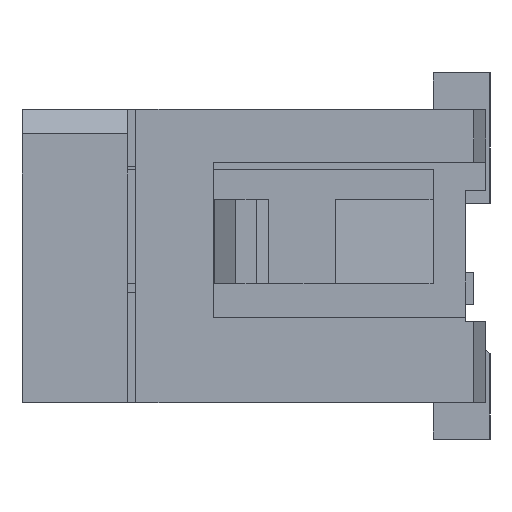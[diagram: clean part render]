
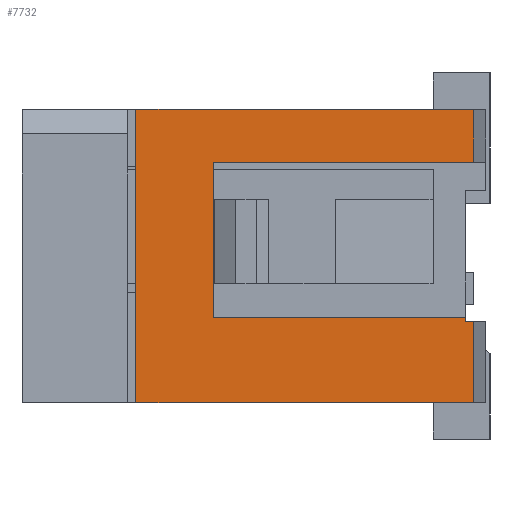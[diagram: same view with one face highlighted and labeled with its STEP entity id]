
A CAD part, left-side view. The second image highlights one B-rep face of the part: STEP entity #7732.
In plain terms, the highlighted planar face has unit normal (-1, 0, 0).
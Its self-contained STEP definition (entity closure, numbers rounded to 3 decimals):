
#1=DIRECTION('',(0.,0.,-1.));
#2=VECTOR('',#1,3.6);
#3=CARTESIAN_POINT('',(-7.925,4.3,1.8));
#4=LINE('',#3,#2);
#5=DIRECTION('',(0.,-1.,0.));
#6=VECTOR('',#5,4.15);
#7=CARTESIAN_POINT('',(-7.925,4.3,1.8));
#8=LINE('',#7,#6);
#9=DIRECTION('',(0.,0.,-1.));
#10=VECTOR('',#9,0.65);
#11=CARTESIAN_POINT('',(-7.925,0.15,1.8));
#12=LINE('',#11,#10);
#13=DIRECTION('',(0.,1.,0.));
#14=VECTOR('',#13,3.2);
#15=CARTESIAN_POINT('',(-7.925,0.15,1.15));
#16=LINE('',#15,#14);
#17=DIRECTION('',(0.,0.,-1.));
#18=VECTOR('',#17,1.9);
#19=CARTESIAN_POINT('',(-7.925,3.35,1.15));
#20=LINE('',#19,#18);
#21=DIRECTION('',(0.,1.,0.));
#22=VECTOR('',#21,3.1);
#23=CARTESIAN_POINT('',(-7.925,0.25,-0.75));
#24=LINE('',#23,#22);
#25=DIRECTION('',(0.,0.,-1.));
#26=VECTOR('',#25,0.05);
#27=CARTESIAN_POINT('',(-7.925,0.25,-0.75));
#28=LINE('',#27,#26);
#29=DIRECTION('',(0.,-1.,0.));
#30=VECTOR('',#29,0.1);
#31=CARTESIAN_POINT('',(-7.925,0.25,-0.8));
#32=LINE('',#31,#30);
#33=DIRECTION('',(0.,0.,-1.));
#34=VECTOR('',#33,1.);
#35=CARTESIAN_POINT('',(-7.925,0.15,-0.8));
#36=LINE('',#35,#34);
#37=DIRECTION('',(0.,1.,0.));
#38=VECTOR('',#37,4.15);
#39=CARTESIAN_POINT('',(-7.925,0.15,-1.8));
#40=LINE('',#39,#38);
#5825=CARTESIAN_POINT('',(-7.925,4.3,1.8));
#5826=CARTESIAN_POINT('',(-7.925,4.3,-1.8));
#5827=VERTEX_POINT('',#5825);
#5828=VERTEX_POINT('',#5826);
#5837=CARTESIAN_POINT('',(-7.925,0.15,1.8));
#5838=VERTEX_POINT('',#5837);
#5845=CARTESIAN_POINT('',(-7.925,0.15,-1.8));
#5846=VERTEX_POINT('',#5845);
#5901=CARTESIAN_POINT('',(-7.925,0.15,1.15));
#5902=VERTEX_POINT('',#5901);
#5903=CARTESIAN_POINT('',(-7.925,0.15,-0.8));
#5904=VERTEX_POINT('',#5903);
#5925=CARTESIAN_POINT('',(-7.925,0.25,-0.8));
#5926=VERTEX_POINT('',#5925);
#6049=CARTESIAN_POINT('',(-7.925,3.35,1.15));
#6050=CARTESIAN_POINT('',(-7.925,3.35,-0.75));
#6051=VERTEX_POINT('',#6049);
#6052=VERTEX_POINT('',#6050);
#6053=CARTESIAN_POINT('',(-7.925,0.25,-0.75));
#6054=VERTEX_POINT('',#6053);
#7705=CARTESIAN_POINT('',(-7.925,0.,0.));
#7706=DIRECTION('',(1.,0.,0.));
#7707=DIRECTION('',(0.,-1.,0.));
#7708=AXIS2_PLACEMENT_3D('',#7705,#7706,#7707);
#7709=PLANE('',#7708);
#7711=ORIENTED_EDGE('',*,*,#7710,.F.);
#7713=ORIENTED_EDGE('',*,*,#7712,.T.);
#7715=ORIENTED_EDGE('',*,*,#7714,.T.);
#7717=ORIENTED_EDGE('',*,*,#7716,.T.);
#7719=ORIENTED_EDGE('',*,*,#7718,.T.);
#7721=ORIENTED_EDGE('',*,*,#7720,.F.);
#7723=ORIENTED_EDGE('',*,*,#7722,.T.);
#7725=ORIENTED_EDGE('',*,*,#7724,.T.);
#7727=ORIENTED_EDGE('',*,*,#7726,.T.);
#7729=ORIENTED_EDGE('',*,*,#7728,.T.);
#7730=EDGE_LOOP('',(#7711,#7713,#7715,#7717,#7719,#7721,#7723,#7725,#7727,
#7729));
#7731=FACE_OUTER_BOUND('',#7730,.F.);
#7732=ADVANCED_FACE('',(#7731),#7709,.F.);
#7710=EDGE_CURVE('',#5827,#5828,#4,.T.);
#7712=EDGE_CURVE('',#5827,#5838,#8,.T.);
#7714=EDGE_CURVE('',#5838,#5902,#12,.T.);
#7716=EDGE_CURVE('',#5902,#6051,#16,.T.);
#7718=EDGE_CURVE('',#6051,#6052,#20,.T.);
#7720=EDGE_CURVE('',#6054,#6052,#24,.T.);
#7722=EDGE_CURVE('',#6054,#5926,#28,.T.);
#7724=EDGE_CURVE('',#5926,#5904,#32,.T.);
#7726=EDGE_CURVE('',#5904,#5846,#36,.T.);
#7728=EDGE_CURVE('',#5846,#5828,#40,.T.);
